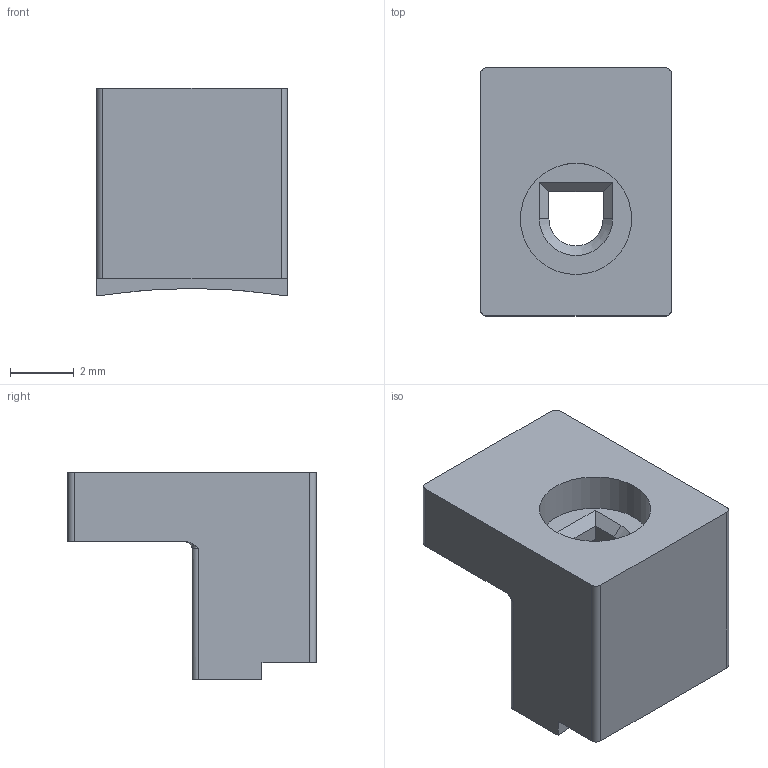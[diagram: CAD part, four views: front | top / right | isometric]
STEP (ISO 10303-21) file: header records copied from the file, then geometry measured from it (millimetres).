
FILE_DESCRIPTION(/* description */ (''),/* implementation_level */ '2;1');
FILE_NAME(/* name */ 'mitutoyo vernier caliper plastic bit v2.step',/* time_stamp */ '2018-02-01T19:43:11+08:00',/* author */ (''),/* organization */ (''),/* preprocessor_version */ 'ST-DEVELOPER v16.13',/* originating_system */ 'Autodesk Translation Framework v6.5.0.72',/* authorisation */ '');
FILE_SCHEMA (('AUTOMOTIVE_DESIGN { 1 0 10303 214 3 1 1 }'));
Length unit declared in the file: millimetre
Products named in the file (1): mitutoyo vernier caliper plastic bit
Bounding box: 6 x 7.8 x 6.54 mm (x, y, z)
Volume: 169.8 mm3; surface area: 266.1 mm2
Topology: 1 solids, 1 shells, 64 faces, 176 edges, 114 vertices
Faces by surface type: plane 45, cylinder 14, torus 4, cone 1
Full cylindrical faces by diameter (mm): 3.5 x1
Entity records: 2113 total; most frequent: CARTESIAN_POINT 440, ORIENTED_EDGE 352, DIRECTION 326, EDGE_CURVE 176, LINE 138, VECTOR 138, VERTEX_POINT 114, AXIS2_PLACEMENT_3D 94
